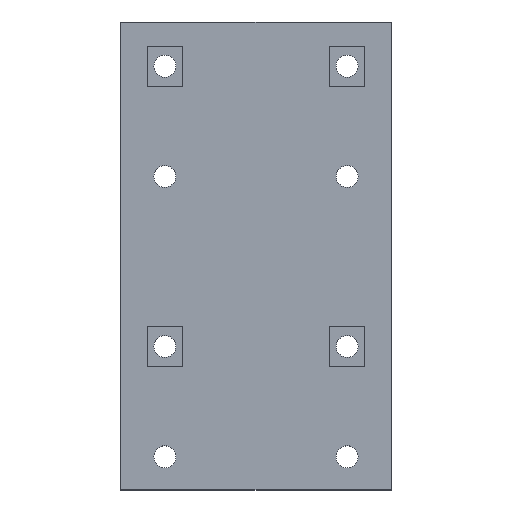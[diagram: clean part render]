
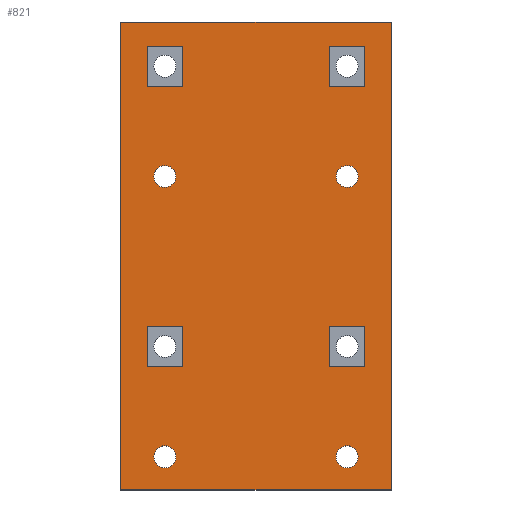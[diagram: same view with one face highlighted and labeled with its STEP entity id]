
A CAD part, top view. The second image highlights one B-rep face of the part: STEP entity #821.
In plain terms, the highlighted planar face has unit normal (0, 0, 1).
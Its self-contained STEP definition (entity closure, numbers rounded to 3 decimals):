
#29=FACE_BOUND('',#146,.T.);
#30=FACE_BOUND('',#147,.T.);
#31=FACE_BOUND('',#148,.T.);
#32=FACE_BOUND('',#149,.T.);
#33=FACE_BOUND('',#150,.T.);
#34=FACE_BOUND('',#151,.T.);
#35=FACE_BOUND('',#152,.T.);
#36=FACE_BOUND('',#153,.T.);
#55=CIRCLE('',#890,2.5);
#56=CIRCLE('',#891,2.5);
#57=CIRCLE('',#892,2.5);
#58=CIRCLE('',#893,2.5);
#95=FACE_OUTER_BOUND('',#145,.T.);
#145=EDGE_LOOP('',(#677,#678,#679,#680));
#146=EDGE_LOOP('',(#681,#682,#683,#684));
#147=EDGE_LOOP('',(#685,#686,#687,#688));
#148=EDGE_LOOP('',(#689,#690,#691,#692));
#149=EDGE_LOOP('',(#693,#694,#695,#696));
#150=EDGE_LOOP('',(#697));
#151=EDGE_LOOP('',(#698));
#152=EDGE_LOOP('',(#699));
#153=EDGE_LOOP('',(#700));
#171=LINE('',#1123,#263);
#175=LINE('',#1131,#267);
#178=LINE('',#1137,#270);
#181=LINE('',#1142,#273);
#183=LINE('',#1150,#275);
#187=LINE('',#1158,#279);
#190=LINE('',#1164,#282);
#193=LINE('',#1169,#285);
#195=LINE('',#1177,#287);
#199=LINE('',#1185,#291);
#202=LINE('',#1191,#294);
#205=LINE('',#1196,#297);
#207=LINE('',#1204,#299);
#211=LINE('',#1212,#303);
#214=LINE('',#1218,#306);
#217=LINE('',#1223,#309);
#247=LINE('',#1301,#339);
#248=LINE('',#1303,#340);
#249=LINE('',#1305,#341);
#250=LINE('',#1306,#342);
#263=VECTOR('',#909,10.);
#267=VECTOR('',#915,10.);
#270=VECTOR('',#920,10.);
#273=VECTOR('',#925,10.);
#275=VECTOR('',#933,10.);
#279=VECTOR('',#939,10.);
#282=VECTOR('',#944,10.);
#285=VECTOR('',#949,10.);
#287=VECTOR('',#957,10.);
#291=VECTOR('',#963,10.);
#294=VECTOR('',#968,10.);
#297=VECTOR('',#973,10.);
#299=VECTOR('',#981,10.);
#303=VECTOR('',#987,10.);
#306=VECTOR('',#992,10.);
#309=VECTOR('',#997,10.);
#339=VECTOR('',#1073,10.);
#340=VECTOR('',#1074,10.);
#341=VECTOR('',#1075,10.);
#342=VECTOR('',#1076,10.);
#355=VERTEX_POINT('',#1121);
#356=VERTEX_POINT('',#1122);
#359=VERTEX_POINT('',#1130);
#361=VERTEX_POINT('',#1136);
#364=VERTEX_POINT('',#1148);
#365=VERTEX_POINT('',#1149);
#368=VERTEX_POINT('',#1157);
#370=VERTEX_POINT('',#1163);
#373=VERTEX_POINT('',#1175);
#374=VERTEX_POINT('',#1176);
#377=VERTEX_POINT('',#1184);
#379=VERTEX_POINT('',#1190);
#382=VERTEX_POINT('',#1202);
#383=VERTEX_POINT('',#1203);
#386=VERTEX_POINT('',#1211);
#388=VERTEX_POINT('',#1217);
#413=VERTEX_POINT('',#1299);
#414=VERTEX_POINT('',#1300);
#415=VERTEX_POINT('',#1302);
#416=VERTEX_POINT('',#1304);
#417=VERTEX_POINT('',#1307);
#418=VERTEX_POINT('',#1309);
#419=VERTEX_POINT('',#1311);
#420=VERTEX_POINT('',#1313);
#427=EDGE_CURVE('',#355,#356,#171,.T.);
#431=EDGE_CURVE('',#359,#355,#175,.T.);
#434=EDGE_CURVE('',#361,#359,#178,.T.);
#437=EDGE_CURVE('',#356,#361,#181,.T.);
#440=EDGE_CURVE('',#364,#365,#183,.T.);
#444=EDGE_CURVE('',#368,#364,#187,.T.);
#447=EDGE_CURVE('',#370,#368,#190,.T.);
#450=EDGE_CURVE('',#365,#370,#193,.T.);
#453=EDGE_CURVE('',#373,#374,#195,.T.);
#457=EDGE_CURVE('',#377,#373,#199,.T.);
#460=EDGE_CURVE('',#379,#377,#202,.T.);
#463=EDGE_CURVE('',#374,#379,#205,.T.);
#466=EDGE_CURVE('',#382,#383,#207,.T.);
#470=EDGE_CURVE('',#386,#382,#211,.T.);
#473=EDGE_CURVE('',#388,#386,#214,.T.);
#476=EDGE_CURVE('',#383,#388,#217,.T.);
#513=EDGE_CURVE('',#413,#414,#247,.T.);
#514=EDGE_CURVE('',#414,#415,#248,.T.);
#515=EDGE_CURVE('',#415,#416,#249,.T.);
#516=EDGE_CURVE('',#416,#413,#250,.T.);
#517=EDGE_CURVE('',#417,#417,#55,.T.);
#518=EDGE_CURVE('',#418,#418,#56,.T.);
#519=EDGE_CURVE('',#419,#419,#57,.T.);
#520=EDGE_CURVE('',#420,#420,#58,.F.);
#677=ORIENTED_EDGE('',*,*,#513,.T.);
#678=ORIENTED_EDGE('',*,*,#514,.T.);
#679=ORIENTED_EDGE('',*,*,#515,.T.);
#680=ORIENTED_EDGE('',*,*,#516,.T.);
#681=ORIENTED_EDGE('',*,*,#427,.T.);
#682=ORIENTED_EDGE('',*,*,#437,.T.);
#683=ORIENTED_EDGE('',*,*,#434,.T.);
#684=ORIENTED_EDGE('',*,*,#431,.T.);
#685=ORIENTED_EDGE('',*,*,#440,.T.);
#686=ORIENTED_EDGE('',*,*,#450,.T.);
#687=ORIENTED_EDGE('',*,*,#447,.T.);
#688=ORIENTED_EDGE('',*,*,#444,.T.);
#689=ORIENTED_EDGE('',*,*,#453,.T.);
#690=ORIENTED_EDGE('',*,*,#463,.T.);
#691=ORIENTED_EDGE('',*,*,#460,.T.);
#692=ORIENTED_EDGE('',*,*,#457,.T.);
#693=ORIENTED_EDGE('',*,*,#466,.T.);
#694=ORIENTED_EDGE('',*,*,#476,.T.);
#695=ORIENTED_EDGE('',*,*,#473,.T.);
#696=ORIENTED_EDGE('',*,*,#470,.T.);
#697=ORIENTED_EDGE('',*,*,#517,.T.);
#698=ORIENTED_EDGE('',*,*,#518,.T.);
#699=ORIENTED_EDGE('',*,*,#519,.T.);
#700=ORIENTED_EDGE('',*,*,#520,.T.);
#781=PLANE('',#889);
#821=ADVANCED_FACE('',(#95,#29,#30,#31,#32,#33,#34,#35,#36),#781,.T.);
#889=AXIS2_PLACEMENT_3D('',#1298,#1071,#1072);
#890=AXIS2_PLACEMENT_3D('',#1308,#1077,#1078);
#891=AXIS2_PLACEMENT_3D('',#1310,#1079,#1080);
#892=AXIS2_PLACEMENT_3D('',#1312,#1081,#1082);
#893=AXIS2_PLACEMENT_3D('',#1314,#1083,#1084);
#909=DIRECTION('',(0.,-1.,0.));
#915=DIRECTION('',(1.,0.,0.));
#920=DIRECTION('',(0.,1.,0.));
#925=DIRECTION('',(-1.,0.,0.));
#933=DIRECTION('',(0.,-1.,0.));
#939=DIRECTION('',(1.,0.,0.));
#944=DIRECTION('',(0.,1.,0.));
#949=DIRECTION('',(-1.,0.,0.));
#957=DIRECTION('',(0.,-1.,0.));
#963=DIRECTION('',(1.,0.,0.));
#968=DIRECTION('',(0.,1.,0.));
#973=DIRECTION('',(-1.,0.,0.));
#981=DIRECTION('',(-1.,0.,0.));
#987=DIRECTION('',(0.,-1.,0.));
#992=DIRECTION('',(1.,0.,0.));
#997=DIRECTION('',(0.,1.,0.));
#1071=DIRECTION('center_axis',(0.,0.,1.));
#1072=DIRECTION('ref_axis',(1.,0.,0.));
#1073=DIRECTION('',(0.,-1.,0.));
#1074=DIRECTION('',(1.,0.,0.));
#1075=DIRECTION('',(0.,1.,0.));
#1076=DIRECTION('',(-1.,0.,0.));
#1077=DIRECTION('center_axis',(0.,0.,-1.));
#1078=DIRECTION('ref_axis',(1.,0.,0.));
#1079=DIRECTION('center_axis',(0.,0.,-1.));
#1080=DIRECTION('ref_axis',(1.,0.,0.));
#1081=DIRECTION('center_axis',(0.,0.,-1.));
#1082=DIRECTION('ref_axis',(1.,0.,0.));
#1083=DIRECTION('center_axis',(0.,0.,1.));
#1084=DIRECTION('ref_axis',(-1.,0.,0.));
#1121=CARTESIAN_POINT('',(55.275,39.5,7.));
#1122=CARTESIAN_POINT('',(55.275,30.5,7.));
#1123=CARTESIAN_POINT('',(55.275,46.875,7.));
#1130=CARTESIAN_POINT('',(47.275,39.5,7.));
#1131=CARTESIAN_POINT('',(38.956,39.5,7.));
#1136=CARTESIAN_POINT('',(47.275,30.5,7.));
#1137=CARTESIAN_POINT('',(47.275,42.375,7.));
#1142=CARTESIAN_POINT('',(42.956,30.5,7.));
#1148=CARTESIAN_POINT('',(14.,39.5,7.));
#1149=CARTESIAN_POINT('',(14.,30.5,7.));
#1150=CARTESIAN_POINT('',(14.,46.875,7.));
#1157=CARTESIAN_POINT('',(6.,39.5,7.));
#1158=CARTESIAN_POINT('',(18.319,39.5,7.));
#1163=CARTESIAN_POINT('',(6.,30.5,7.));
#1164=CARTESIAN_POINT('',(6.,42.375,7.));
#1169=CARTESIAN_POINT('',(22.319,30.5,7.));
#1175=CARTESIAN_POINT('',(14.,103.,7.));
#1176=CARTESIAN_POINT('',(14.,94.,7.));
#1177=CARTESIAN_POINT('',(14.,78.625,7.));
#1184=CARTESIAN_POINT('',(6.,103.,7.));
#1185=CARTESIAN_POINT('',(18.319,103.,7.));
#1190=CARTESIAN_POINT('',(6.,94.,7.));
#1191=CARTESIAN_POINT('',(6.,74.125,7.));
#1196=CARTESIAN_POINT('',(22.319,94.,7.));
#1202=CARTESIAN_POINT('',(55.275,94.,7.));
#1203=CARTESIAN_POINT('',(47.275,94.,7.));
#1204=CARTESIAN_POINT('',(42.956,94.,7.));
#1211=CARTESIAN_POINT('',(55.275,103.,7.));
#1212=CARTESIAN_POINT('',(55.275,78.375,7.));
#1217=CARTESIAN_POINT('',(47.275,103.,7.));
#1218=CARTESIAN_POINT('',(38.956,103.,7.));
#1223=CARTESIAN_POINT('',(47.275,74.375,7.));
#1298=CARTESIAN_POINT('Origin',(30.638,54.25,7.));
#1299=CARTESIAN_POINT('',(0.,108.5,7.));
#1300=CARTESIAN_POINT('',(0.,2.5,7.));
#1301=CARTESIAN_POINT('',(0.,81.375,7.));
#1302=CARTESIAN_POINT('',(61.275,2.5,7.));
#1303=CARTESIAN_POINT('',(15.319,2.5,7.));
#1304=CARTESIAN_POINT('',(61.275,108.5,7.));
#1305=CARTESIAN_POINT('',(61.275,27.125,7.));
#1306=CARTESIAN_POINT('',(45.956,108.5,7.));
#1307=CARTESIAN_POINT('',(7.5,10.,7.));
#1308=CARTESIAN_POINT('Origin',(10.,10.,7.));
#1309=CARTESIAN_POINT('',(48.775,10.,7.));
#1310=CARTESIAN_POINT('Origin',(51.275,10.,7.));
#1311=CARTESIAN_POINT('',(48.775,73.5,7.));
#1312=CARTESIAN_POINT('Origin',(51.275,73.5,7.));
#1313=CARTESIAN_POINT('',(12.5,73.5,7.));
#1314=CARTESIAN_POINT('Origin',(10.,73.5,7.));
